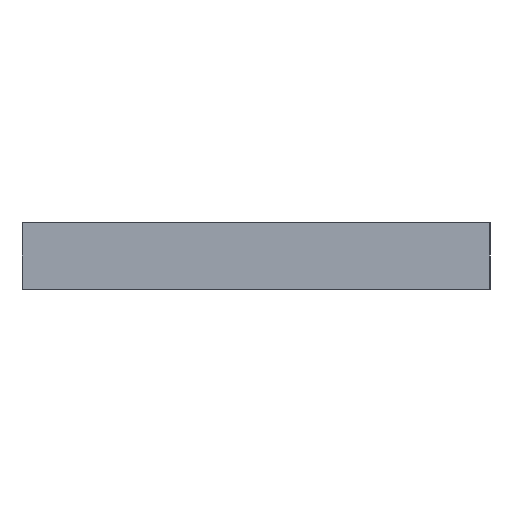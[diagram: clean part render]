
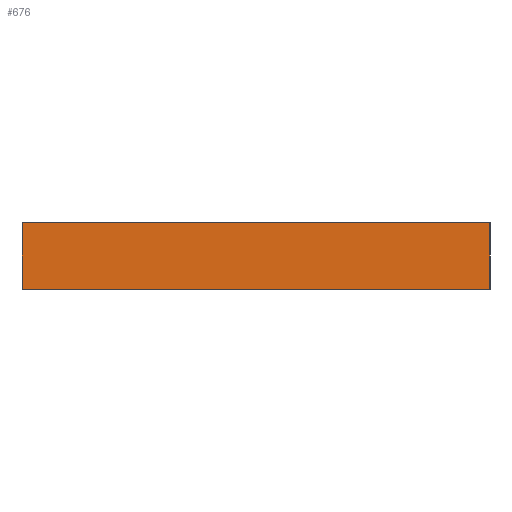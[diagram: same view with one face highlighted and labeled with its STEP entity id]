
A CAD part, left-side view. The second image highlights one B-rep face of the part: STEP entity #676.
In plain terms, the highlighted planar face has unit normal (-1, 0, 0).
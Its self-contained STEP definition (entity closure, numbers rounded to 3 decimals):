
#649=FACE_OUTER_BOUND('',#1084,.T.);
#676=ADVANCED_FACE('',(#649),#756,.F.);
#756=PLANE('',#1946);
#802=LINE('',#2578,#860);
#806=LINE('',#2593,#864);
#807=LINE('',#2596,#865);
#808=LINE('',#2597,#866);
#860=VECTOR('',#2165,1.);
#864=VECTOR('',#2177,1.);
#865=VECTOR('',#2178,1.);
#866=VECTOR('',#2179,1.);
#1084=EDGE_LOOP('',(#1288,#1289,#1290,#1291));
#1288=ORIENTED_EDGE('',*,*,#1718,.T.);
#1289=ORIENTED_EDGE('',*,*,#1719,.F.);
#1290=ORIENTED_EDGE('',*,*,#1711,.F.);
#1291=ORIENTED_EDGE('',*,*,#1720,.T.);
#1583=VERTEX_POINT('',#2579);
#1584=VERTEX_POINT('',#2580);
#1590=VERTEX_POINT('',#2594);
#1591=VERTEX_POINT('',#2595);
#1711=EDGE_CURVE('',#1583,#1584,#802,.T.);
#1718=EDGE_CURVE('',#1590,#1591,#806,.T.);
#1719=EDGE_CURVE('',#1584,#1591,#807,.T.);
#1720=EDGE_CURVE('',#1583,#1590,#808,.T.);
#1946=AXIS2_PLACEMENT_3D('',#2598,#2180,#2181);
#2165=DIRECTION('',(0.,-1.,0.));
#2177=DIRECTION('',(0.,-1.,0.));
#2178=DIRECTION('',(0.,0.,-1.));
#2179=DIRECTION('',(0.,0.,-1.));
#2180=DIRECTION('',(1.,0.,0.));
#2181=DIRECTION('',(0.,1.,0.));
#2578=CARTESIAN_POINT('',(0.,88.9,12.7));
#2579=CARTESIAN_POINT('',(0.,88.9,12.7));
#2580=CARTESIAN_POINT('',(0.,0.,12.7));
#2593=CARTESIAN_POINT('',(0.,88.9,0.));
#2594=CARTESIAN_POINT('',(0.,88.9,0.));
#2595=CARTESIAN_POINT('',(0.,0.,0.));
#2596=CARTESIAN_POINT('',(0.,0.,12.7));
#2597=CARTESIAN_POINT('',(0.,88.9,12.7));
#2598=CARTESIAN_POINT('',(0.,88.9,12.7));
